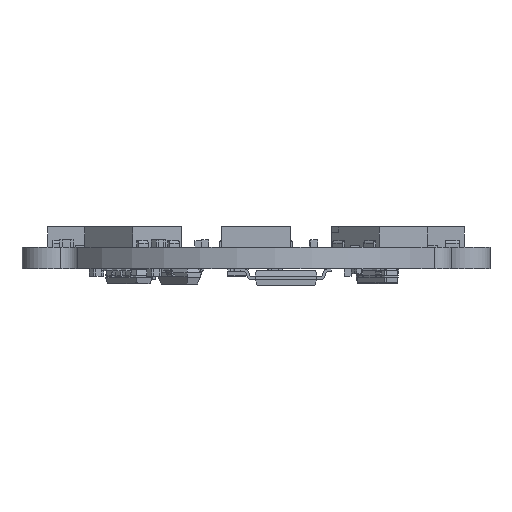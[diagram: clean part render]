
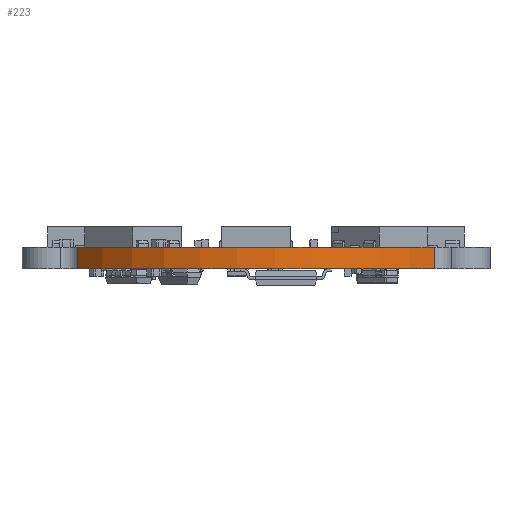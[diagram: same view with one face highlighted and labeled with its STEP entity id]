
A CAD part, front view. The second image highlights one B-rep face of the part: STEP entity #223.
In plain terms, the highlighted cylindrical face has radius 16.001 mm (diameter 32.002 mm), a partial arc.
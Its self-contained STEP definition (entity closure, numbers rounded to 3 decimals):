
#196 = VERTEX_POINT('',#197);
#197 = CARTESIAN_POINT('',(-12.955,-9.622,1.545));
#204 = EDGE_CURVE('',#205,#196,#207,.T.);
#205 = VERTEX_POINT('',#206);
#206 = CARTESIAN_POINT('',(-12.955,-9.622,0.));
#207 = LINE('',#208,#209);
#208 = CARTESIAN_POINT('',(-12.955,-9.622,0.));
#209 = VECTOR('',#210,1.);
#210 = DIRECTION('',(0.,0.,1.));
#223 = ADVANCED_FACE('',(#224),#251,.T.);
#224 = FACE_BOUND('',#225,.F.);
#225 = EDGE_LOOP('',(#226,#227,#236,#244));
#226 = ORIENTED_EDGE('',*,*,#204,.T.);
#227 = ORIENTED_EDGE('',*,*,#228,.T.);
#228 = EDGE_CURVE('',#196,#229,#231,.T.);
#229 = VERTEX_POINT('',#230);
#230 = CARTESIAN_POINT('',(12.953,-9.622,1.545));
#231 = CIRCLE('',#232,16.001);
#232 = AXIS2_PLACEMENT_3D('',#233,#234,#235);
#233 = CARTESIAN_POINT('',(-0.001,-0.229,
    1.545));
#234 = DIRECTION('',(0.,0.,1.));
#235 = DIRECTION('',(-0.81,-0.587,0.));
#236 = ORIENTED_EDGE('',*,*,#237,.F.);
#237 = EDGE_CURVE('',#238,#229,#240,.T.);
#238 = VERTEX_POINT('',#239);
#239 = CARTESIAN_POINT('',(12.953,-9.622,0.));
#240 = LINE('',#241,#242);
#241 = CARTESIAN_POINT('',(12.953,-9.622,0.));
#242 = VECTOR('',#243,1.);
#243 = DIRECTION('',(0.,0.,1.));
#244 = ORIENTED_EDGE('',*,*,#245,.F.);
#245 = EDGE_CURVE('',#205,#238,#246,.T.);
#246 = CIRCLE('',#247,16.001);
#247 = AXIS2_PLACEMENT_3D('',#248,#249,#250);
#248 = CARTESIAN_POINT('',(-0.001,-0.229,0.)
  );
#249 = DIRECTION('',(0.,0.,1.));
#250 = DIRECTION('',(-0.81,-0.587,0.));
#251 = CYLINDRICAL_SURFACE('',#252,16.001);
#252 = AXIS2_PLACEMENT_3D('',#253,#254,#255);
#253 = CARTESIAN_POINT('',(-0.001,-0.229,0.)
  );
#254 = DIRECTION('',(0.,0.,-1.));
#255 = DIRECTION('',(-0.81,-0.587,0.));
